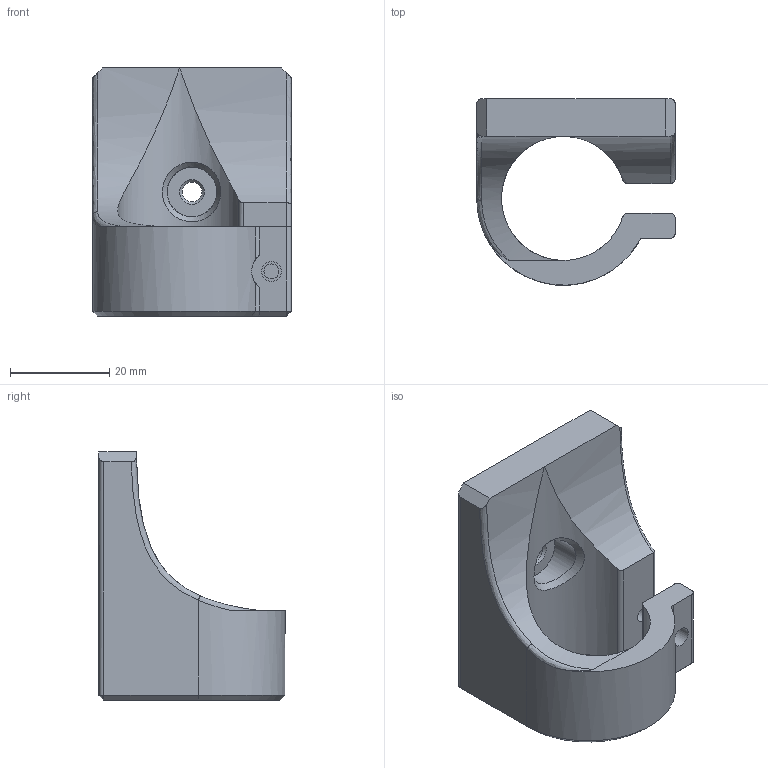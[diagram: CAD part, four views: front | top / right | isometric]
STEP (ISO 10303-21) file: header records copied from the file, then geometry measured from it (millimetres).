
FILE_DESCRIPTION(/* description */ (''),/* implementation_level */ '2;1');
FILE_NAME(/* name */ 'soporte(Mirror).step',/* time_stamp */ '2022-03-08T15:22:38+01:00',/* author */ (''),/* organization */ (''),/* preprocessor_version */ 'ST-DEVELOPER v18.1',/* originating_system */ 'Autodesk Translation Framework v10.13.0.1454',/* authorisation */ '');
FILE_SCHEMA (('AUTOMOTIVE_DESIGN { 1 0 10303 214 3 1 1 }'));
Length unit declared in the file: millimetre
Products named in the file (1): soporte(Mirror)
Bounding box: 40 x 37.49 x 50 mm (x, y, z)
Volume: 25523.5 mm3; surface area: 8905.8 mm2
Topology: 1 solids, 1 shells, 57 faces, 136 edges, 76 vertices
Faces by surface type: plane 22, cylinder 16, cone 12, bspline 7
Full cylindrical faces by diameter (mm): 3 x1, 4 x2, 10 x1
Entity records: 2059 total; most frequent: CARTESIAN_POINT 798, ORIENTED_EDGE 258, DIRECTION 239, EDGE_CURVE 129, AXIS2_PLACEMENT_3D 83, VERTEX_POINT 76, LINE 73, VECTOR 73
